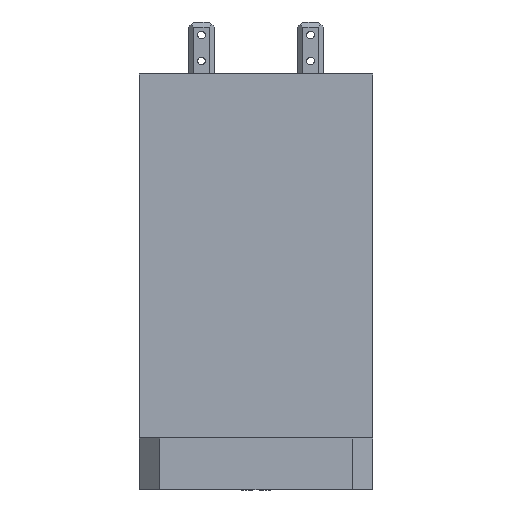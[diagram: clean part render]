
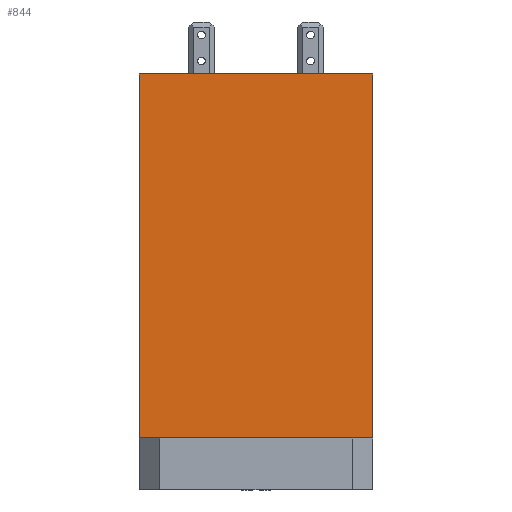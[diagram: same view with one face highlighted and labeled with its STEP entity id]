
A CAD part, front view. The second image highlights one B-rep face of the part: STEP entity #844.
In plain terms, the highlighted planar face has unit normal (0, -1, 0).
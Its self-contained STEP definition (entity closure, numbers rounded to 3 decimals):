
#824=AXIS2_PLACEMENT_3D('Plane Axis2P3D',#821,#822,#823) ;
#358=CARTESIAN_POINT('Vertex',(-22.5,-9.5,0.)) ;
#361=CARTESIAN_POINT('Line Origine',(0.,-9.5,0.)) ;
#365=CARTESIAN_POINT('Vertex',(22.5,-9.5,0.)) ;
#765=CARTESIAN_POINT('Vertex',(-22.5,-9.5,-70.)) ;
#768=CARTESIAN_POINT('Line Origine',(-22.5,-9.5,-35.)) ;
#821=CARTESIAN_POINT('Axis2P3D Location',(-22.5,-9.5,0.)) ;
#826=CARTESIAN_POINT('Line Origine',(0.,-9.5,-70.)) ;
#830=CARTESIAN_POINT('Vertex',(22.5,-9.5,-70.)) ;
#833=CARTESIAN_POINT('Line Origine',(22.5,-9.5,-35.)) ;
#362=DIRECTION('Vector Direction',(1.,0.,0.)) ;
#769=DIRECTION('Vector Direction',(0.,0.,1.)) ;
#822=DIRECTION('Axis2P3D Direction',(0.,-1.,0.)) ;
#823=DIRECTION('Axis2P3D XDirection',(-1.,0.,0.)) ;
#827=DIRECTION('Vector Direction',(-1.,0.,0.)) ;
#834=DIRECTION('Vector Direction',(0.,0.,-1.)) ;
#363=VECTOR('Line Direction',#362,1.) ;
#770=VECTOR('Line Direction',#769,1.) ;
#828=VECTOR('Line Direction',#827,1.) ;
#835=VECTOR('Line Direction',#834,1.) ;
#839=ORIENTED_EDGE('',*,*,#772,.F.) ;
#840=ORIENTED_EDGE('',*,*,#832,.F.) ;
#841=ORIENTED_EDGE('',*,*,#837,.F.) ;
#842=ORIENTED_EDGE('',*,*,#367,.F.) ;
#844=ADVANCED_FACE('01_SVS01_\X2\89D2578B30C130E530FC30EA30C330D730593063307D3093672C4F53\X0\',(#843),#825,.T.) ;
#367=EDGE_CURVE('',#359,#366,#364,.T.) ;
#772=EDGE_CURVE('',#766,#359,#771,.T.) ;
#832=EDGE_CURVE('',#831,#766,#829,.T.) ;
#837=EDGE_CURVE('',#366,#831,#836,.T.) ;
#838=EDGE_LOOP('',(#839,#840,#841,#842)) ;
#843=FACE_OUTER_BOUND('',#838,.T.) ;
#364=LINE('Line',#361,#363) ;
#771=LINE('Line',#768,#770) ;
#829=LINE('Line',#826,#828) ;
#836=LINE('Line',#833,#835) ;
#825=PLANE('Plane',#824) ;
#359=VERTEX_POINT('',#358) ;
#366=VERTEX_POINT('',#365) ;
#766=VERTEX_POINT('',#765) ;
#831=VERTEX_POINT('',#830) ;
